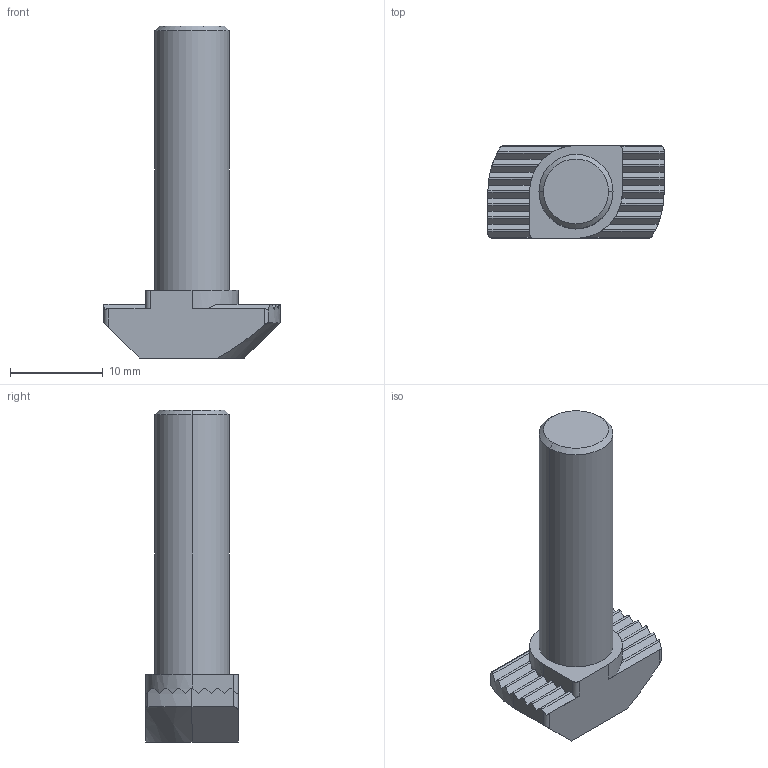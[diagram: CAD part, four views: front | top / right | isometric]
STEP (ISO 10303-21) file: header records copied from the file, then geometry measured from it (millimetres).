
FILE_DESCRIPTION (( 'STEP AP214' ), '1' );
FILE_NAME ('096hk1015m0830.STEP', '2014-08-18T13:56:17', ( '' ), ( '' ), 'SwSTEP 2.0', 'SolidWorks 2014', '' );
FILE_SCHEMA (( 'AUTOMOTIVE_DESIGN' ));
Length unit declared in the file: millimetre
Products named in the file (1): 096hk1015m0830
Bounding box: 19 x 10 x 35.81 mm (x, y, z)
Volume: 2462.2 mm3; surface area: 1399.5 mm2
Topology: 1 solids, 1 shells, 73 faces, 206 edges, 136 vertices
Faces by surface type: plane 43, cylinder 26, cone 4
Entity records: 2424 total; most frequent: CARTESIAN_POINT 640, ORIENTED_EDGE 412, DIRECTION 320, EDGE_CURVE 206, VERTEX_POINT 136, VECTOR 112, LINE 112, AXIS2_PLACEMENT_3D 104
